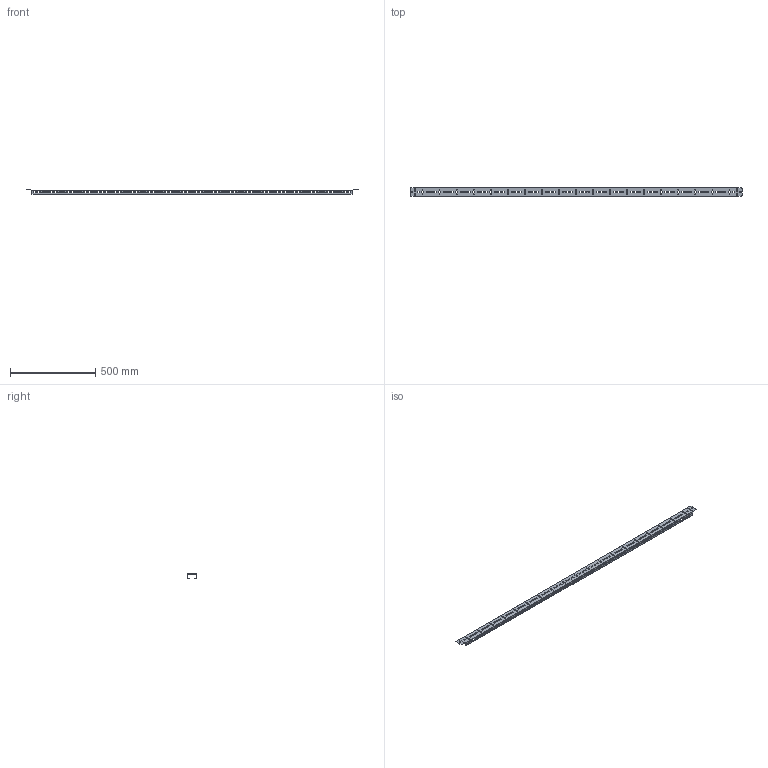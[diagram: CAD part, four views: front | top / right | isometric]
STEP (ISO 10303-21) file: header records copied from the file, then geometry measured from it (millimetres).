
FILE_DESCRIPTION (( 'STEP AP203' ), '1' );
FILE_NAME ('QB09C357.step', '2011-01-20T13:31:05', ( 'User' ), ( 'DKC' ), 'SwSTEP 2.0', 'SolidWorks 2010', '' );
FILE_SCHEMA (( 'CONFIG_CONTROL_DESIGN' ));
Length unit declared in the file: millimetre
Products named in the file (1): QB09C357
Bounding box: 1947.5 x 50 x 26.64 mm (x, y, z)
Volume: 285012.6 mm3; surface area: 402791.8 mm2
Topology: 1 solids, 1 shells, 1442 faces, 4260 edges, 2820 vertices
Faces by surface type: plane 966, cylinder 476
Entity records: 49833 total; most frequent: CARTESIAN_POINT 8523, ORIENTED_EDGE 8520, DIRECTION 8102, EDGE_CURVE 4260, VECTOR 3304, LINE 3304, VERTEX_POINT 2820, AXIS2_PLACEMENT_3D 2399
